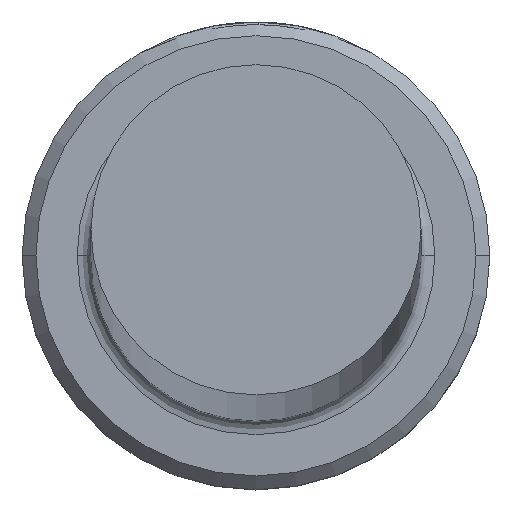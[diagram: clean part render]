
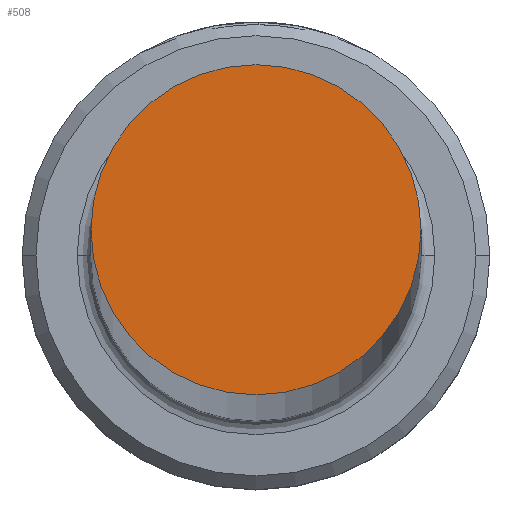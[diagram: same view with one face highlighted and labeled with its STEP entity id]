
A CAD part, top view. The second image highlights one B-rep face of the part: STEP entity #508.
In plain terms, the highlighted planar face has unit normal (0, 0, 1).
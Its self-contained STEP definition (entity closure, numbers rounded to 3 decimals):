
#66 = DIRECTION ( 'NONE',  ( 1., 0., 0. ) ) ;
#94 = CARTESIAN_POINT ( 'NONE',  ( 0., 0., 550. ) ) ;
#110 = VERTEX_POINT ( 'NONE', #661 ) ;
#174 = AXIS2_PLACEMENT_3D ( 'NONE', #392, #1078, #494 ) ;
#177 = AXIS2_PLACEMENT_3D ( 'NONE', #94, #738, #178 ) ;
#178 = DIRECTION ( 'NONE',  ( 1., 0., 0. ) ) ;
#241 = PLANE ( 'NONE',  #635 ) ;
#278 = VERTEX_POINT ( 'NONE', #325 ) ;
#288 = FACE_OUTER_BOUND ( 'NONE', #822, .T. ) ;
#325 = CARTESIAN_POINT ( 'NONE',  ( 6., 0., 550. ) ) ;
#392 = CARTESIAN_POINT ( 'NONE',  ( 0., 0., 550. ) ) ;
#494 = DIRECTION ( 'NONE',  ( 1., 0., 0. ) ) ;
#508 = ADVANCED_FACE ( 'NONE', ( #288 ), #241, .T. ) ;
#562 = CIRCLE ( 'NONE', #174, 6. ) ;
#614 = DIRECTION ( 'NONE',  ( 0., 0., 1. ) ) ;
#635 = AXIS2_PLACEMENT_3D ( 'NONE', #1175, #614, #66 ) ;
#661 = CARTESIAN_POINT ( 'NONE',  ( -6., 0., 550. ) ) ;
#708 = EDGE_CURVE ( 'NONE', #110, #278, #1119, .T. ) ;
#738 = DIRECTION ( 'NONE',  ( 0., 0., 1. ) ) ;
#795 = ORIENTED_EDGE ( 'NONE', *, *, #1113, .T. ) ;
#822 = EDGE_LOOP ( 'NONE', ( #1187, #795 ) ) ;
#1078 = DIRECTION ( 'NONE',  ( 0., 0., 1. ) ) ;
#1113 = EDGE_CURVE ( 'NONE', #278, #110, #562, .T. ) ;
#1119 = CIRCLE ( 'NONE', #177, 6. ) ;
#1175 = CARTESIAN_POINT ( 'NONE',  ( 0., 0., 550. ) ) ;
#1187 = ORIENTED_EDGE ( 'NONE', *, *, #708, .T. ) ;
